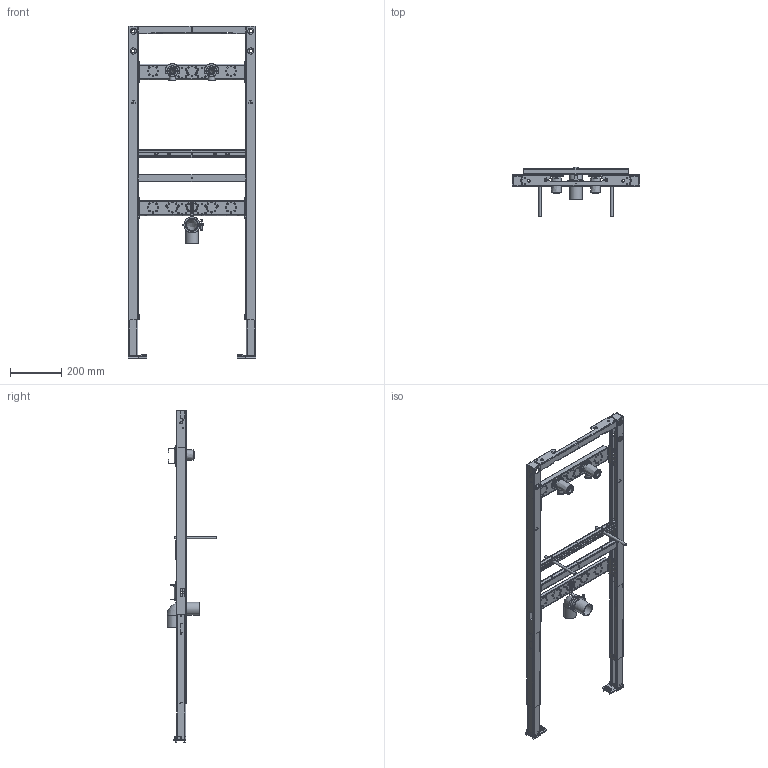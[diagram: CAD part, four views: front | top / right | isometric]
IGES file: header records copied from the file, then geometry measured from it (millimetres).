
Global section: file name: 111.437.00.2; native system: Autodesk Inventor 2023; preprocessor: unknown; author: JANAN; date: 20240531.075811; units: millimetre
Bounding box: 500 x 195.12 x 1300 mm (x, y, z)
Volume: 1416839.7 mm3; surface area: 1483998.7 mm2
Topology: 29 solids, 53 shells, 2880 faces, 7585 edges, 4761 vertices
Faces by surface type: bspline 2852, offset 28
